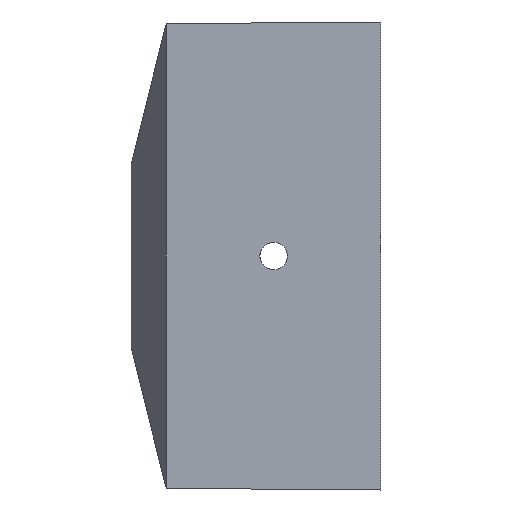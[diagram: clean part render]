
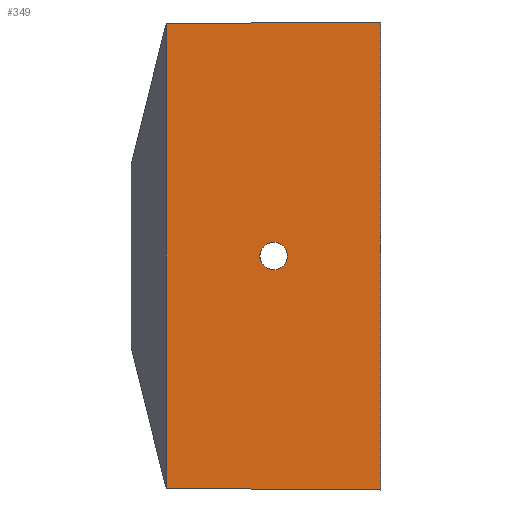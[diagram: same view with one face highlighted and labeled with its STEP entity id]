
A CAD part, left-side view. The second image highlights one B-rep face of the part: STEP entity #349.
In plain terms, the highlighted planar face has unit normal (-1, 0.008, 0).
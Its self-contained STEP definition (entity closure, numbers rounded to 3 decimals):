
#42=LINE('',#546,#82);
#43=LINE('',#548,#83);
#44=LINE('',#550,#84);
#45=LINE('',#551,#85);
#82=VECTOR('',#449,10.);
#83=VECTOR('',#450,10.);
#84=VECTOR('',#451,10.);
#85=VECTOR('',#452,10.);
#106=PLANE('',#376);
#119=FACE_BOUND('',#161,.T.);
#134=FACE_OUTER_BOUND('',#160,.T.);
#160=EDGE_LOOP('',(#297,#298,#299,#300));
#161=EDGE_LOOP('',(#301));
#173=CIRCLE('',#364,1.25);
#177=VERTEX_POINT('',#485);
#196=VERTEX_POINT('',#544);
#197=VERTEX_POINT('',#545);
#198=VERTEX_POINT('',#547);
#199=VERTEX_POINT('',#549);
#205=EDGE_CURVE('',#177,#177,#173,.T.);
#233=EDGE_CURVE('',#196,#197,#42,.T.);
#234=EDGE_CURVE('',#197,#198,#43,.T.);
#235=EDGE_CURVE('',#198,#199,#44,.T.);
#236=EDGE_CURVE('',#196,#199,#45,.T.);
#297=ORIENTED_EDGE('',*,*,#233,.T.);
#298=ORIENTED_EDGE('',*,*,#234,.T.);
#299=ORIENTED_EDGE('',*,*,#235,.T.);
#300=ORIENTED_EDGE('',*,*,#236,.F.);
#301=ORIENTED_EDGE('',*,*,#205,.T.);
#349=ADVANCED_FACE('',(#134,#119),#106,.T.);
#364=AXIS2_PLACEMENT_3D('',#486,#396,#397);
#376=AXIS2_PLACEMENT_3D('',#543,#447,#448);
#396=DIRECTION('center_axis',(1.,-0.008,0.));
#397=DIRECTION('ref_axis',(0.,0.,1.));
#447=DIRECTION('center_axis',(-1.,0.008,0.));
#448=DIRECTION('ref_axis',(-0.008,-1.,0.));
#449=DIRECTION('',(-0.008,-1.,-0.008));
#450=DIRECTION('',(0.,0.,1.));
#451=DIRECTION('',(0.008,1.,-0.008));
#452=DIRECTION('',(0.,0.,1.));
#485=CARTESIAN_POINT('',(-21.175,9.75,43.75));
#486=CARTESIAN_POINT('Origin',(-21.175,9.75,45.));
#543=CARTESIAN_POINT('Origin',(-21.1,19.5,0.));
#544=CARTESIAN_POINT('',(-21.1,19.5,23.9));
#545=CARTESIAN_POINT('',(-21.25,0.,23.75));
#546=CARTESIAN_POINT('',(-21.176,9.567,23.824));
#547=CARTESIAN_POINT('',(-21.25,0.,66.25));
#548=CARTESIAN_POINT('',(-21.25,0.,33.125));
#549=CARTESIAN_POINT('',(-21.1,19.5,66.1));
#550=CARTESIAN_POINT('',(-21.099,19.662,66.099));
#551=CARTESIAN_POINT('',(-21.1,19.5,0.));
